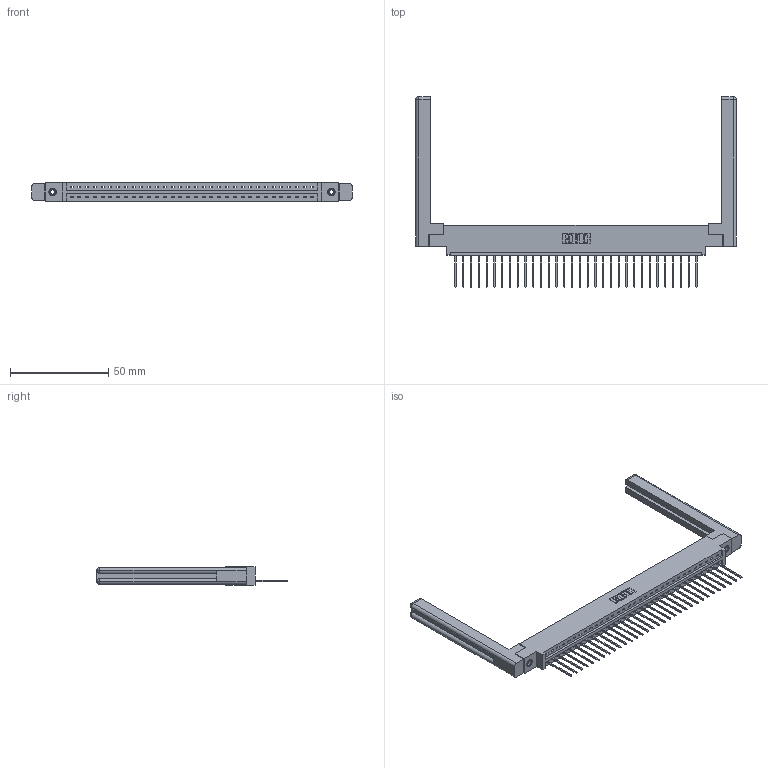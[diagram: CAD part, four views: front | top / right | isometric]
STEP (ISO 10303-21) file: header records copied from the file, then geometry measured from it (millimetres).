
FILE_DESCRIPTION (( 'STEP AP203' ), '1' );
FILE_NAME ('387-032-542-658.STEP', '2019-10-03T21:02:21', ( '' ), ( '' ), 'SwSTEP 2.0', 'SolidWorks 2016', '' );
FILE_SCHEMA (( 'CONFIG_CONTROL_DESIGN' ));
Length unit declared in the file: inch
Products named in the file (5): 307-220-058; 387-032-542-658; 345-250-001_345-250-001-102; 337 Part_0.170 Offset - 0.156 Dia-TI; 345-292-001_345-293-142
Assembly tree (37 placements, depth 2):
  387-032-542-658
    337 Part_0.170 Offset - 0.156 Dia-TI
    345-292-001_345-293-142  x32
    345-250-001_345-250-001-102  x2
    307-220-058  x2
Bounding box: 163.42 x 97.03 x 9.4 mm (x, y, z)
Volume: 23975.8 mm3; surface area: 23096.7 mm2
Topology: 37 solids, 37 shells, 2244 faces, 6693 edges, 4406 vertices
Faces by surface type: plane 1630, cylinder 590, cone 12, torus 12
Entity records: 27864 total; most frequent: CARTESIAN_POINT 4853, ORIENTED_EDGE 4760, DIRECTION 4124, EDGE_CURVE 2380, VECTOR 2204, LINE 2204, VERTEX_POINT 1578, AXIS2_PLACEMENT_3D 960
